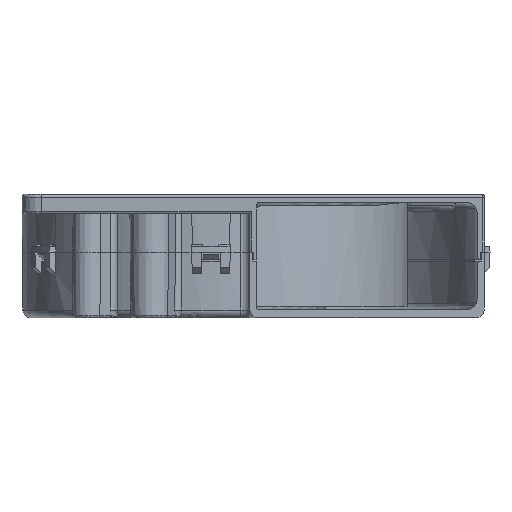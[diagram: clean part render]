
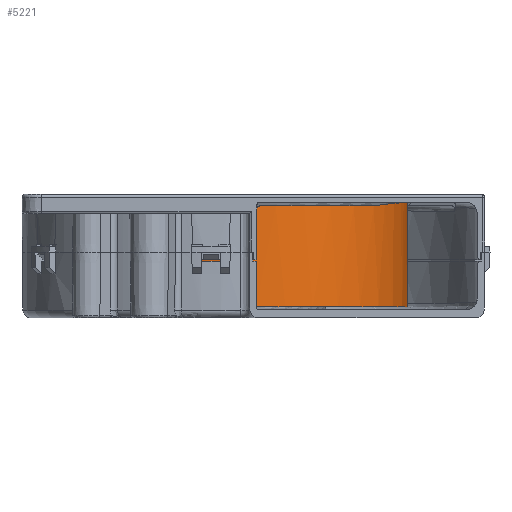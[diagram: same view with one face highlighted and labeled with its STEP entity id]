
A CAD part, left-side view. The second image highlights one B-rep face of the part: STEP entity #5221.
In plain terms, the highlighted cylindrical face has radius 45 mm (diameter 90 mm), a full revolution.
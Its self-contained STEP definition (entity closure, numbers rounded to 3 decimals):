
#5221=ADVANCED_FACE('',(#5744,#5745),#5625,.T.);
#5625=CYLINDRICAL_SURFACE('',#20527,45.);
#5744=FACE_BOUND('',#6656,.T.);
#5745=FACE_BOUND('',#6657,.T.);
#6656=EDGE_LOOP('',(#12363,#12364,#12365,#12366));
#6657=EDGE_LOOP('',(#12367));
#7010=CIRCLE('',#18884,45.);
#7832=CIRCLE('',#20525,45.);
#7833=CIRCLE('',#20526,45.);
#12363=ORIENTED_EDGE('',*,*,#15514,.F.);
#12364=ORIENTED_EDGE('',*,*,#17659,.T.);
#12365=ORIENTED_EDGE('',*,*,#15523,.F.);
#12366=ORIENTED_EDGE('',*,*,#15524,.T.);
#12367=ORIENTED_EDGE('',*,*,#17660,.F.);
#13724=VERTEX_POINT('',#26658);
#13725=VERTEX_POINT('',#26659);
#13726=VERTEX_POINT('',#26664);
#13734=VERTEX_POINT('',#26722);
#15075=VERTEX_POINT('',#37798);
#15514=EDGE_CURVE('',#13725,#13726,#18306,.T.);
#15523=EDGE_CURVE('',#13734,#13724,#18312,.T.);
#15524=EDGE_CURVE('',#13734,#13726,#7010,.T.);
#17659=EDGE_CURVE('',#13725,#13724,#7832,.T.);
#17660=EDGE_CURVE('',#15075,#15075,#7833,.T.);
#18306=B_SPLINE_CURVE_WITH_KNOTS('',3,(#26660,#26661,#26662,#26663),.UNSPECIFIED.,
.F.,.F.,(4,4),(0.,1.),.UNSPECIFIED.);
#18312=B_SPLINE_CURVE_WITH_KNOTS('',3,(#26723,#26724,#26725,#26726),.UNSPECIFIED.,
.F.,.F.,(4,4),(0.,1.),.UNSPECIFIED.);
#18884=AXIS2_PLACEMENT_3D('',#26728,#21041,#21042);
#20525=AXIS2_PLACEMENT_3D('',#37796,#25250,#25251);
#20526=AXIS2_PLACEMENT_3D('',#37797,#25252,#25253);
#20527=AXIS2_PLACEMENT_3D('',#37799,#25254,#25255);
#21041=DIRECTION('',(0.,0.,-1.));
#21042=DIRECTION('',(1.,0.,0.));
#25250=DIRECTION('',(0.,0.,-1.));
#25251=DIRECTION('',(0.86,0.51,0.));
#25252=DIRECTION('',(0.,0.,-1.));
#25253=DIRECTION('',(0.86,0.51,0.));
#25254=DIRECTION('',(0.,0.,1.));
#25255=DIRECTION('',(0.,-1.,0.));
#26658=CARTESIAN_POINT('',(77.489,-218.226,-1.411));
#26659=CARTESIAN_POINT('',(86.617,-219.873,-1.411));
#26660=CARTESIAN_POINT('',(86.617,-219.873,-1.411));
#26661=CARTESIAN_POINT('',(91.972,-220.276,-1.512));
#26662=CARTESIAN_POINT('',(97.218,-219.738,-1.778));
#26663=CARTESIAN_POINT('',(102.357,-218.27,-2.211));
#26664=CARTESIAN_POINT('',(102.357,-218.27,-2.211));
#26722=CARTESIAN_POINT('',(63.301,-211.224,-2.211));
#26723=CARTESIAN_POINT('',(63.301,-211.224,-2.211));
#26724=CARTESIAN_POINT('',(67.515,-214.33,-1.787));
#26725=CARTESIAN_POINT('',(72.353,-216.739,-1.512));
#26726=CARTESIAN_POINT('',(77.489,-218.226,-1.411));
#26728=CARTESIAN_POINT('',(90.,-175.,-2.211));
#37796=CARTESIAN_POINT('',(90.,-175.,-1.411));
#37797=CARTESIAN_POINT('',(90.,-175.,-28.411));
#37798=CARTESIAN_POINT('',(128.697,-152.032,-28.411));
#37799=CARTESIAN_POINT('',(90.,-175.,-28.411));
